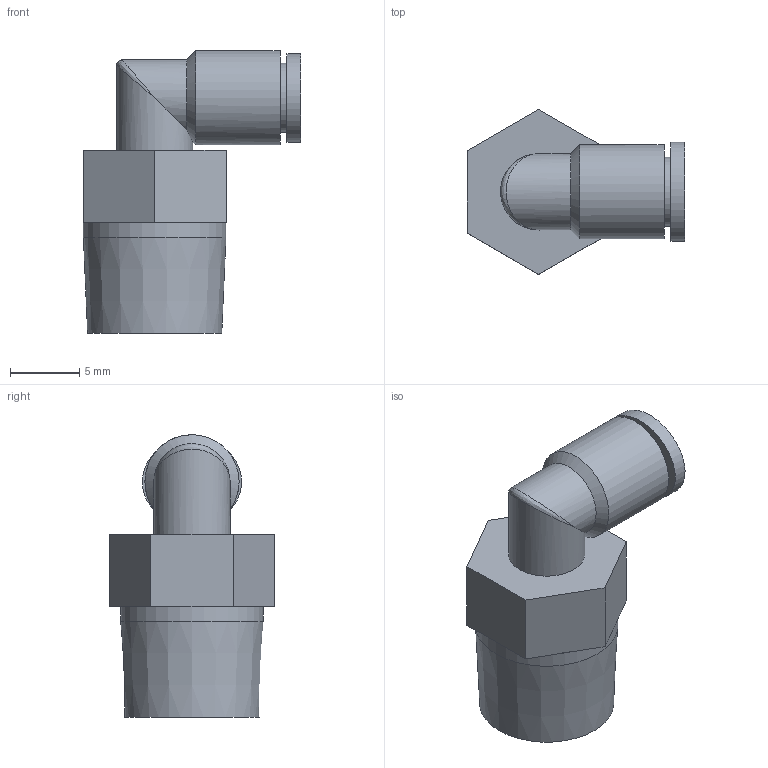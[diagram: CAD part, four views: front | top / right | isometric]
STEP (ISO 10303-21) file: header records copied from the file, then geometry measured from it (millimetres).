
FILE_DESCRIPTION(/* description */ ('Unknown'),/* implementation_level */ '2;1');
FILE_NAME(/* name */ 'P4C.1;8.1;8',/* time_stamp */ '2021-06-29T09:11:29-04:00',/* author */ ('Unknown'),/* organization */ ('Unknown'),/* preprocessor_version */ 'ST-DEVELOPER v16.7',/* originating_system */ 'Solid Edge',/* authorisation */ 'Unknown');
FILE_SCHEMA (('AUTOMOTIVE_DESIGN {1 0 10303 214 3 1 1}'));
Length unit declared in the file: millimetre
Products named in the file (1): P4C.1;8.1;8
Bounding box: 15.71 x 11.92 x 20.4 mm (x, y, z)
Volume: 1432.5 mm3; surface area: 1041.6 mm2
Topology: 1 solids, 1 shells, 26 faces, 55 edges, 34 vertices
Faces by surface type: plane 14, cylinder 7, bspline 3, cone 2
Full cylindrical faces by diameter (mm): 3.175 x1, 5 x2, 5.5 x1, 6.8 x1, 10.287 x1
Entity records: 878 total; most frequent: CARTESIAN_POINT 177, DIRECTION 106, ORIENTED_EDGE 80, AXIS2_PLACEMENT_3D 44, EDGE_LOOP 41, FACE_BOUND 41, EDGE_CURVE 40, VERTEX_POINT 31
